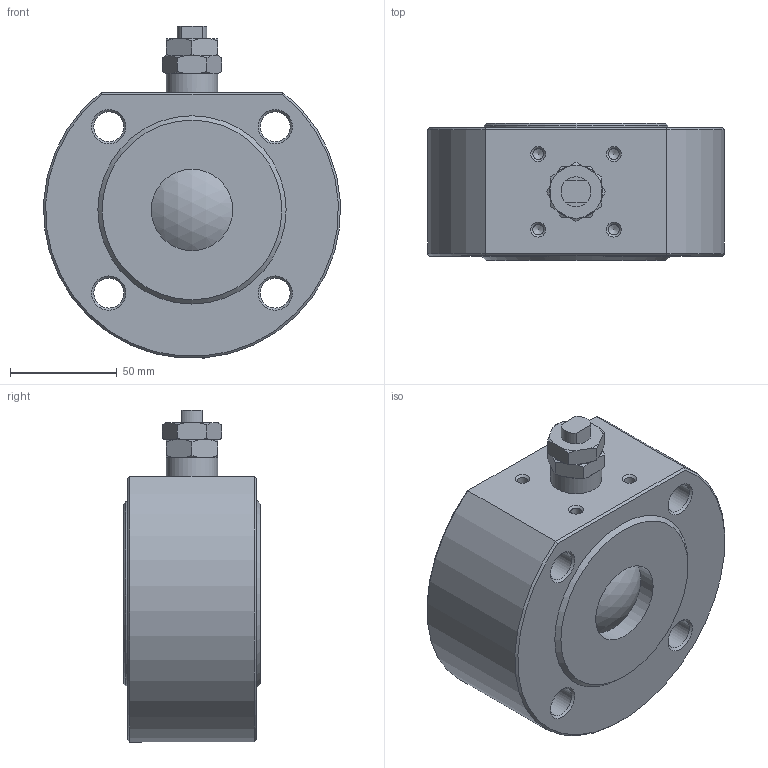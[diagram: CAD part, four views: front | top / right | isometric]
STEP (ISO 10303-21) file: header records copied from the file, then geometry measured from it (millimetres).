
FILE_DESCRIPTION( ( 'STEP AP214' ), '1' );
FILE_NAME( ' ', ' ', ( ' ' ), ( ' ' ), 'PSStep 13.0', 'VISI 18.0', ' ' );
FILE_SCHEMA( ( 'AUTOMOTIVE_DESIGN { 1 0 10303 214 1 1 1 1 }' ) );
Length unit declared in the file: millimetre
Products named in the file (1): 1
Bounding box: 138.78 x 64 x 155.25 mm (x, y, z)
Volume: 845870.3 mm3; surface area: 70061.7 mm2
Topology: 1 solids, 1 shells, 106 faces, 251 edges, 153 vertices
Faces by surface type: cone 44, plane 43, cylinder 17, sphere 2
Full cylindrical faces by diameter (mm): 5 x4, 14 x4, 24 x1, 38 x2, 86 x1
Entity records: 3673 total; most frequent: CARTESIAN_POINT 593, DIRECTION 446, ORIENTED_EDGE 420, EDGE_CURVE 210, AXIS2_PLACEMENT_3D 187, EDGE_LOOP 150, VERTEX_POINT 146, FACE_OUTER_BOUND 118
